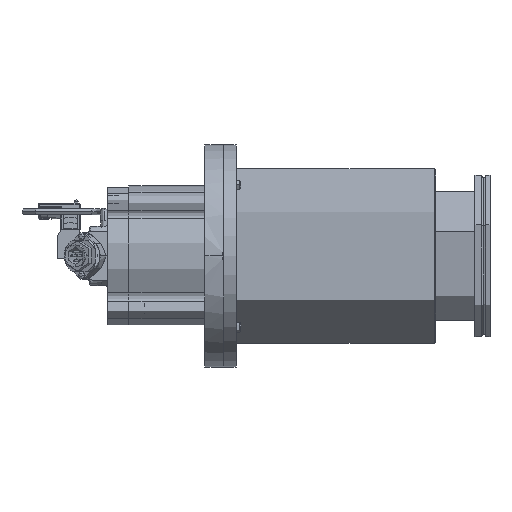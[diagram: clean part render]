
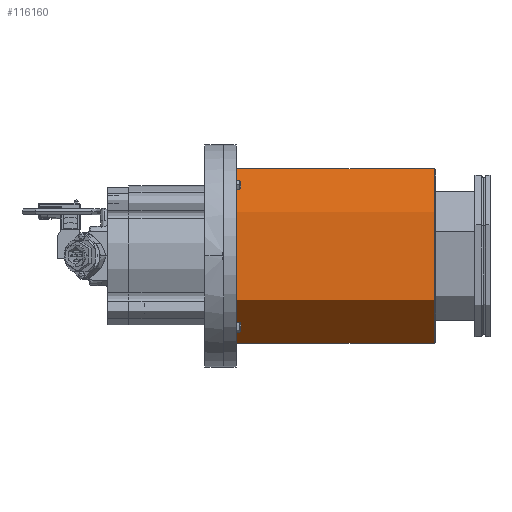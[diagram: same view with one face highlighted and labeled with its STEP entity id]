
A CAD part, top view. The second image highlights one B-rep face of the part: STEP entity #116160.
In plain terms, the highlighted cylindrical face has radius 69.85 mm (diameter 139.7 mm), a partial arc.
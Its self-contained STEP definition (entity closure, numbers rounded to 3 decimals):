
#3144 = FACE_OUTER_BOUND ( 'NONE', #241071, .T. ) ;
#3334 = EDGE_CURVE ( 'NONE', #48528, #70631, #253518, .T. ) ;
#4613 = LINE ( 'NONE', #108742, #166449 ) ;
#6379 = ORIENTED_EDGE ( 'NONE', *, *, #3334, .T. ) ;
#9593 = CARTESIAN_POINT ( 'NONE',  ( 168.5, 0., 0. ) ) ;
#27291 = CARTESIAN_POINT ( 'NONE',  ( 8., 69.85, 0. ) ) ;
#30885 = DIRECTION ( 'NONE',  ( 0., -1., 0. ) ) ;
#36600 = ORIENTED_EDGE ( 'NONE', *, *, #65651, .F. ) ;
#38844 = DIRECTION ( 'NONE',  ( -1., 0., 0. ) ) ;
#43593 = DIRECTION ( 'NONE',  ( 0., -1., 0. ) ) ;
#48528 = VERTEX_POINT ( 'NONE', #180219 ) ;
#52974 = ORIENTED_EDGE ( 'NONE', *, *, #162501, .F. ) ;
#56345 = DIRECTION ( 'NONE',  ( -1., 0., 0. ) ) ;
#62639 = VERTEX_POINT ( 'NONE', #241252 ) ;
#64086 = CARTESIAN_POINT ( 'NONE',  ( 8., 0., 0. ) ) ;
#64123 = VERTEX_POINT ( 'NONE', #103013 ) ;
#65651 = EDGE_CURVE ( 'NONE', #62639, #64123, #4613, .T. ) ;
#70631 = VERTEX_POINT ( 'NONE', #27291 ) ;
#103013 = CARTESIAN_POINT ( 'NONE',  ( 8., -69.85, 0. ) ) ;
#103711 = DIRECTION ( 'NONE',  ( -1., 0., 0. ) ) ;
#108742 = CARTESIAN_POINT ( 'NONE',  ( 8., -69.85, 0. ) ) ;
#116160 = ADVANCED_FACE ( 'NONE', ( #3144 ), #131862, .T. ) ;
#124316 = CIRCLE ( 'NONE', #179574, 69.85 ) ;
#131862 = CYLINDRICAL_SURFACE ( 'NONE', #178228, 69.85 ) ;
#133204 = AXIS2_PLACEMENT_3D ( 'NONE', #182666, #56345, #203811 ) ;
#157327 = DIRECTION ( 'NONE',  ( -1., 0., 0. ) ) ;
#159546 = CIRCLE ( 'NONE', #133204, 69.85 ) ;
#162501 = EDGE_CURVE ( 'NONE', #64123, #70631, #159546, .T. ) ;
#166449 = VECTOR ( 'NONE', #256076, 1000. ) ;
#172138 = ORIENTED_EDGE ( 'NONE', *, *, #237228, .T. ) ;
#178228 = AXIS2_PLACEMENT_3D ( 'NONE', #64086, #103711, #43593 ) ;
#179574 = AXIS2_PLACEMENT_3D ( 'NONE', #9593, #157327, #30885 ) ;
#180219 = CARTESIAN_POINT ( 'NONE',  ( 168.5, 69.85, 0. ) ) ;
#182666 = CARTESIAN_POINT ( 'NONE',  ( 8., 0., 0. ) ) ;
#203811 = DIRECTION ( 'NONE',  ( 0., -1., 0. ) ) ;
#208537 = CARTESIAN_POINT ( 'NONE',  ( 8., 69.85, 0. ) ) ;
#237228 = EDGE_CURVE ( 'NONE', #62639, #48528, #124316, .T. ) ;
#241071 = EDGE_LOOP ( 'NONE', ( #172138, #6379, #52974, #36600 ) ) ;
#241252 = CARTESIAN_POINT ( 'NONE',  ( 168.5, -69.85, 0. ) ) ;
#246941 = VECTOR ( 'NONE', #38844, 1000. ) ;
#253518 = LINE ( 'NONE', #208537, #246941 ) ;
#256076 = DIRECTION ( 'NONE',  ( -1., 0., 0. ) ) ;
